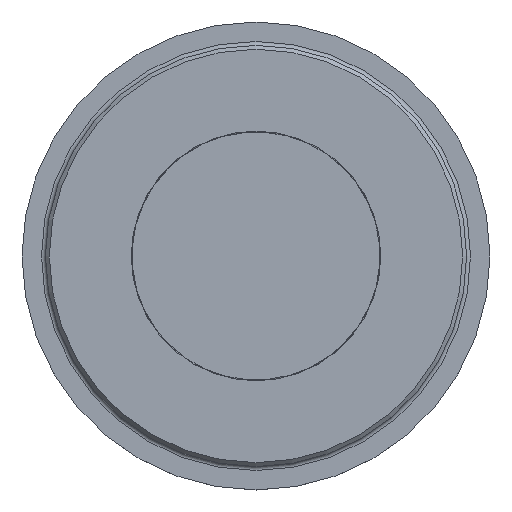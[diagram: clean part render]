
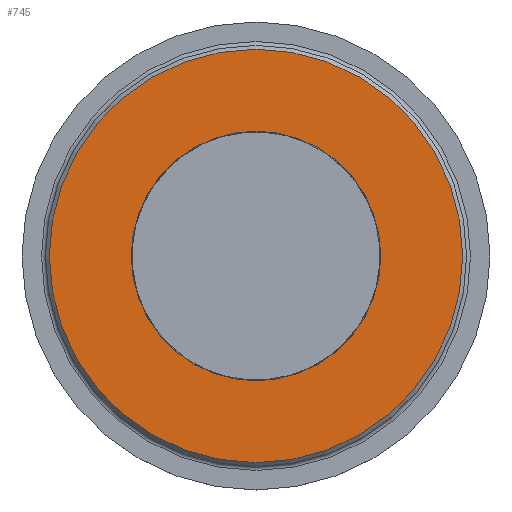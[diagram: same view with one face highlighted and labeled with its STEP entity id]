
A CAD part, top view. The second image highlights one B-rep face of the part: STEP entity #745.
In plain terms, the highlighted planar face has unit normal (0, 0, 1).
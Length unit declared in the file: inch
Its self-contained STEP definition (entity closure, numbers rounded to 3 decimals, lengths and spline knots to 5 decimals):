
#104=FACE_BOUND('',#173,.T.);
#126=FACE_OUTER_BOUND('',#172,.T.);
#172=EDGE_LOOP('',(#552));
#173=EDGE_LOOP('',(#553,#554));
#229=CIRCLE('',#832,0.31496);
#230=CIRCLE('',#833,0.31496);
#240=CIRCLE('',#848,0.52165);
#304=VERTEX_POINT('',#1244);
#305=VERTEX_POINT('',#1246);
#313=VERTEX_POINT('',#1271);
#391=EDGE_CURVE('',#305,#304,#229,.T.);
#392=EDGE_CURVE('',#304,#305,#230,.T.);
#403=EDGE_CURVE('',#313,#313,#240,.T.);
#552=ORIENTED_EDGE('',*,*,#403,.F.);
#553=ORIENTED_EDGE('',*,*,#391,.T.);
#554=ORIENTED_EDGE('',*,*,#392,.T.);
#675=PLANE('',#847);
#745=ADVANCED_FACE('',(#126,#104),#675,.T.);
#832=AXIS2_PLACEMENT_3D('',#1247,#1000,#1001);
#833=AXIS2_PLACEMENT_3D('',#1248,#1002,#1003);
#847=AXIS2_PLACEMENT_3D('',#1270,#1031,#1032);
#848=AXIS2_PLACEMENT_3D('',#1272,#1033,#1034);
#1000=DIRECTION('center_axis',(0.,0.,-1.));
#1001=DIRECTION('ref_axis',(1.,0.,0.));
#1002=DIRECTION('center_axis',(0.,0.,-1.));
#1003=DIRECTION('ref_axis',(1.,0.,0.));
#1031=DIRECTION('center_axis',(0.,0.,1.));
#1032=DIRECTION('ref_axis',(1.,0.,0.));
#1033=DIRECTION('center_axis',(0.,0.,-1.));
#1034=DIRECTION('ref_axis',(1.,0.,0.));
#1244=CARTESIAN_POINT('',(0.48713,0.05064,0.8563));
#1246=CARTESIAN_POINT('',(-0.1428,0.05064,0.8563));
#1247=CARTESIAN_POINT('Origin',(0.17216,0.05064,0.8563));
#1248=CARTESIAN_POINT('Origin',(0.17216,0.05064,0.8563));
#1270=CARTESIAN_POINT('Origin',(-0.35933,0.05064,0.8563));
#1271=CARTESIAN_POINT('',(-0.34949,0.05064,0.8563));
#1272=CARTESIAN_POINT('Origin',(0.17216,0.05064,0.8563));
